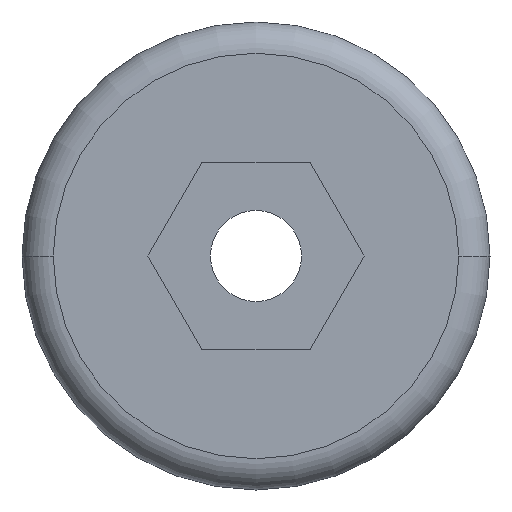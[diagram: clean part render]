
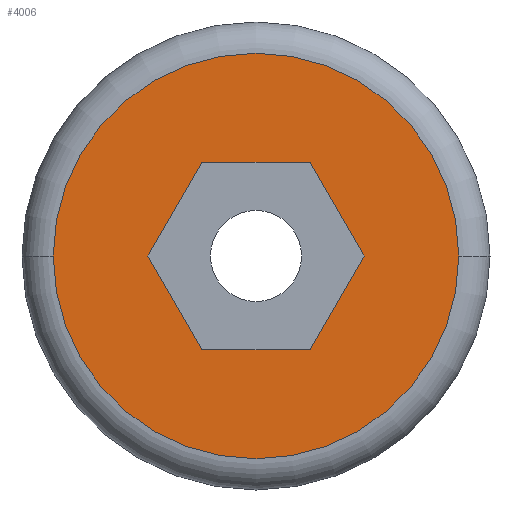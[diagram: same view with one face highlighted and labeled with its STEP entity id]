
A CAD part, left-side view. The second image highlights one B-rep face of the part: STEP entity #4006.
In plain terms, the highlighted planar face has unit normal (-1, 0, 0).
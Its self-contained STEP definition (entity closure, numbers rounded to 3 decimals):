
#2017=DIRECTION('',(0.,-0.5,0.866));
#2018=VECTOR('',#2017,0.878);
#2019=CARTESIAN_POINT('',(-1.93,0.878,0.));
#2020=LINE('',#2019,#2018);
#2021=DIRECTION('',(0.,0.5,0.866));
#2022=VECTOR('',#2021,0.878);
#2023=CARTESIAN_POINT('',(-1.93,0.439,-0.76));
#2024=LINE('',#2023,#2022);
#2025=DIRECTION('',(0.,1.,0.));
#2026=VECTOR('',#2025,0.878);
#2027=CARTESIAN_POINT('',(-1.93,-0.439,-0.76));
#2028=LINE('',#2027,#2026);
#2029=DIRECTION('',(0.,0.5,-0.866));
#2030=VECTOR('',#2029,0.878);
#2031=CARTESIAN_POINT('',(-1.93,-0.878,0.));
#2032=LINE('',#2031,#2030);
#2033=DIRECTION('',(0.,-0.5,-0.866));
#2034=VECTOR('',#2033,0.878);
#2035=CARTESIAN_POINT('',(-1.93,-0.439,0.76));
#2036=LINE('',#2035,#2034);
#2037=DIRECTION('',(0.,-1.,0.));
#2038=VECTOR('',#2037,0.878);
#2039=CARTESIAN_POINT('',(-1.93,0.439,0.76));
#2040=LINE('',#2039,#2038);
#2041=CARTESIAN_POINT('',(-1.93,0.,0.));
#2042=DIRECTION('',(-1.,0.,0.));
#2043=DIRECTION('',(0.,1.,0.));
#2044=AXIS2_PLACEMENT_3D('',#2041,#2042,#2043);
#2046=CARTESIAN_POINT('',(-1.93,0.,0.));
#2047=DIRECTION('',(-1.,0.,0.));
#2048=DIRECTION('',(0.,-1.,0.));
#2049=AXIS2_PLACEMENT_3D('',#2046,#2047,#2048);
#2227=CARTESIAN_POINT('',(-1.93,0.878,0.));
#2228=CARTESIAN_POINT('',(-1.93,0.439,0.76));
#2229=VERTEX_POINT('',#2227);
#2230=VERTEX_POINT('',#2228);
#2231=CARTESIAN_POINT('',(-1.93,-0.439,0.76));
#2232=VERTEX_POINT('',#2231);
#2233=CARTESIAN_POINT('',(-1.93,-0.878,0.));
#2234=VERTEX_POINT('',#2233);
#2235=CARTESIAN_POINT('',(-1.93,-0.439,-0.76));
#2236=VERTEX_POINT('',#2235);
#2237=CARTESIAN_POINT('',(-1.93,0.439,-0.76));
#2238=VERTEX_POINT('',#2237);
#2239=CARTESIAN_POINT('',(-1.93,1.646,0.));
#2240=CARTESIAN_POINT('',(-1.93,-1.646,0.));
#2241=VERTEX_POINT('',#2239);
#2242=VERTEX_POINT('',#2240);
#3982=CARTESIAN_POINT('',(-1.93,0.,0.));
#3983=DIRECTION('',(1.,0.,0.));
#3984=DIRECTION('',(0.,-1.,0.));
#3985=AXIS2_PLACEMENT_3D('',#3982,#3983,#3984);
#3986=PLANE('',#3985);
#3988=ORIENTED_EDGE('',*,*,#3987,.F.);
#3989=ORIENTED_EDGE('',*,*,#3972,.F.);
#3990=EDGE_LOOP('',(#3988,#3989));
#3991=FACE_OUTER_BOUND('',#3990,.F.);
#3993=ORIENTED_EDGE('',*,*,#3992,.F.);
#3995=ORIENTED_EDGE('',*,*,#3994,.F.);
#3997=ORIENTED_EDGE('',*,*,#3996,.F.);
#3999=ORIENTED_EDGE('',*,*,#3998,.F.);
#4001=ORIENTED_EDGE('',*,*,#4000,.F.);
#4003=ORIENTED_EDGE('',*,*,#4002,.F.);
#4004=EDGE_LOOP('',(#3993,#3995,#3997,#3999,#4001,#4003));
#4005=FACE_BOUND('',#4004,.F.);
#2045=CIRCLE('',#2044,1.646);
#2050=CIRCLE('',#2049,1.646);
#3972=EDGE_CURVE('',#2242,#2241,#2050,.T.);
#3987=EDGE_CURVE('',#2241,#2242,#2045,.T.);
#3992=EDGE_CURVE('',#2229,#2230,#2020,.T.);
#3994=EDGE_CURVE('',#2238,#2229,#2024,.T.);
#3996=EDGE_CURVE('',#2236,#2238,#2028,.T.);
#3998=EDGE_CURVE('',#2234,#2236,#2032,.T.);
#4000=EDGE_CURVE('',#2232,#2234,#2036,.T.);
#4002=EDGE_CURVE('',#2230,#2232,#2040,.T.);
#4006=ADVANCED_FACE('',(#3991,#4005),#3986,.F.);
